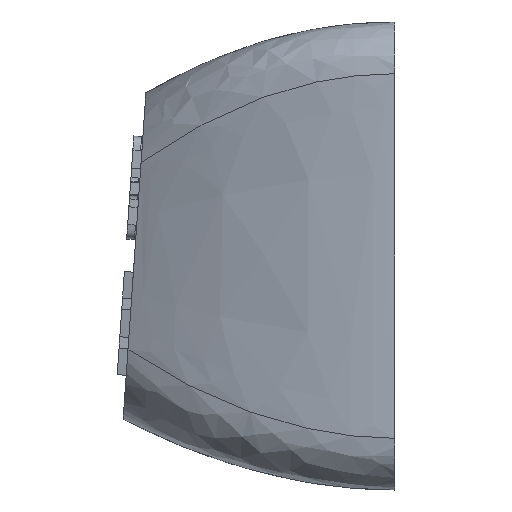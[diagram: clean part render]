
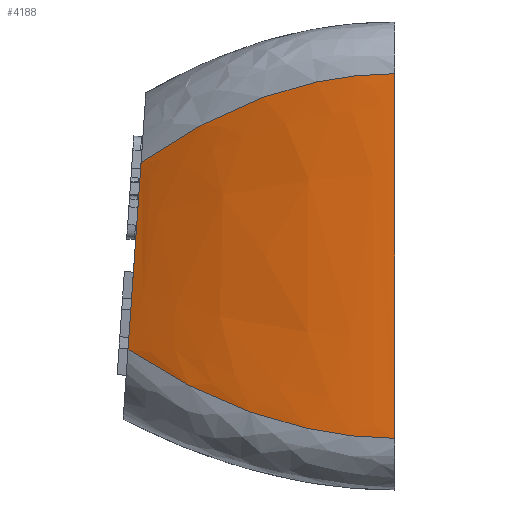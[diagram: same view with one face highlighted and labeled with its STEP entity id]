
A CAD part, left-side view. The second image highlights one B-rep face of the part: STEP entity #4188.
In plain terms, the highlighted free-form (B-spline) face has degree [3, 3] with [4, 4] control points.
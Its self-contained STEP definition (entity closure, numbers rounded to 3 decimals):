
#146=B_SPLINE_CURVE_WITH_KNOTS('',3,(#7234,#7235,#7236,#7237),
 .UNSPECIFIED.,.F.,.F.,(4,4),(0.,1.),.UNSPECIFIED.);
#147=B_SPLINE_CURVE_WITH_KNOTS('',3,(#7254,#7255,#7256,#7257),
 .UNSPECIFIED.,.F.,.F.,(4,4),(0.,1.),.UNSPECIFIED.);
#237=B_SPLINE_SURFACE_WITH_KNOTS('',3,3,((#7238,#7239,#7240,#7241),(#7242,
#7243,#7244,#7245),(#7246,#7247,#7248,#7249),(#7250,#7251,#7252,#7253)),
 .UNSPECIFIED.,.F.,.F.,.F.,(4,4),(4,4),(0.,1.),(0.,1.),.UNSPECIFIED.);
#367=FACE_OUTER_BOUND('',#594,.T.);
#594=EDGE_LOOP('',(#3212,#3213,#3214,#3215));
#889=LINE('',#6735,#1343);
#896=LINE('',#7209,#1350);
#1343=VECTOR('',#4791,10.);
#1350=VECTOR('',#4814,10.);
#1798=VERTEX_POINT('',#6732);
#1799=VERTEX_POINT('',#6734);
#1814=VERTEX_POINT('',#7195);
#1820=VERTEX_POINT('',#7207);
#2293=EDGE_CURVE('',#1798,#1799,#889,.T.);
#2323=EDGE_CURVE('',#1814,#1820,#896,.T.);
#2325=EDGE_CURVE('',#1798,#1814,#146,.T.);
#2326=EDGE_CURVE('',#1799,#1820,#147,.T.);
#3212=ORIENTED_EDGE('',*,*,#2293,.F.);
#3213=ORIENTED_EDGE('',*,*,#2325,.T.);
#3214=ORIENTED_EDGE('',*,*,#2323,.T.);
#3215=ORIENTED_EDGE('',*,*,#2326,.F.);
#4188=ADVANCED_FACE('',(#367),#237,.F.);
#4791=DIRECTION('',(0.,-0.07,0.998));
#4814=DIRECTION('',(0.,0.,1.));
#6732=CARTESIAN_POINT('',(2.7,10.32,5.433));
#6734=CARTESIAN_POINT('',(2.7,9.814,12.671));
#6735=CARTESIAN_POINT('',(2.7,10.32,5.433));
#7195=CARTESIAN_POINT('',(0.,0.,2.));
#7207=CARTESIAN_POINT('',(0.,0.,16.1));
#7209=CARTESIAN_POINT('',(0.,0.,2.));
#7234=CARTESIAN_POINT('Ctrl Pts',(2.7,10.32,5.433));
#7235=CARTESIAN_POINT('Ctrl Pts',(0.9,6.88,3.144));
#7236=CARTESIAN_POINT('Ctrl Pts',(0.,3.356,
2.));
#7237=CARTESIAN_POINT('Ctrl Pts',(0.,0.,2.));
#7238=CARTESIAN_POINT('Ctrl Pts',(2.7,10.32,5.433));
#7239=CARTESIAN_POINT('Ctrl Pts',(0.9,6.88,3.144));
#7240=CARTESIAN_POINT('Ctrl Pts',(0.,3.356,
2.));
#7241=CARTESIAN_POINT('Ctrl Pts',(0.,0.,2.));
#7242=CARTESIAN_POINT('Ctrl Pts',(2.7,10.221,6.843));
#7243=CARTESIAN_POINT('Ctrl Pts',(0.939,6.814,4.776));
#7244=CARTESIAN_POINT('Ctrl Pts',(0.,3.356,
3.047));
#7245=CARTESIAN_POINT('Ctrl Pts',(0.,0.,3.047));
#7246=CARTESIAN_POINT('Ctrl Pts',(2.7,9.913,11.261));
#7247=CARTESIAN_POINT('Ctrl Pts',(0.939,6.608,13.325));
#7248=CARTESIAN_POINT('Ctrl Pts',(0.,3.356,
15.053));
#7249=CARTESIAN_POINT('Ctrl Pts',(0.,0.,15.053));
#7250=CARTESIAN_POINT('Ctrl Pts',(2.7,9.814,12.671));
#7251=CARTESIAN_POINT('Ctrl Pts',(0.9,6.543,14.957));
#7252=CARTESIAN_POINT('Ctrl Pts',(0.,3.356,
16.1));
#7253=CARTESIAN_POINT('Ctrl Pts',(0.,0.,16.1));
#7254=CARTESIAN_POINT('Ctrl Pts',(2.7,9.814,12.671));
#7255=CARTESIAN_POINT('Ctrl Pts',(0.9,6.543,14.957));
#7256=CARTESIAN_POINT('Ctrl Pts',(0.,3.356,
16.1));
#7257=CARTESIAN_POINT('Ctrl Pts',(0.,0.,
16.1));
